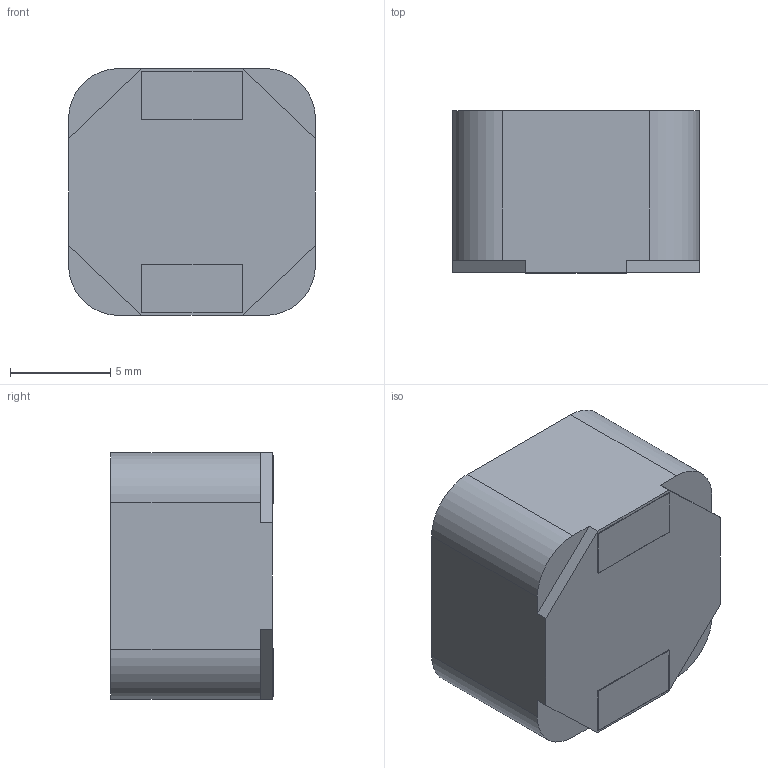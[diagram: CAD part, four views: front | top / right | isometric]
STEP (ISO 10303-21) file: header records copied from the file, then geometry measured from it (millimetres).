
FILE_DESCRIPTION (( 'STEP AP214' ), '1' );
FILE_NAME ('Coilcraft-MSS1278H.STEP', '2020-12-25T09:28:36', ( '' ), ( '' ), 'SwSTEP 2.0', 'SolidWorks 2020', '' );
FILE_SCHEMA (( 'AUTOMOTIVE_DESIGN' ));
Length unit declared in the file: millimetre
Products named in the file (1): Coilcraft-MSS1278H
Bounding box: 12.3 x 8.09 x 12.3 mm (x, y, z)
Volume: 1161.8 mm3; surface area: 715.8 mm2
Topology: 1 solids, 1 shells, 267 faces, 750 edges, 500 vertices
Faces by surface type: bspline 199, plane 60, cylinder 8
Entity records: 13228 total; most frequent: CARTESIAN_POINT 4871, ORIENTED_EDGE 1500, EDGE_CURVE 750, DIRECTION 506, VERTEX_POINT 500, B_SPLINE_CURVE_WITH_KNOTS 398, LINE 336, VECTOR 336
